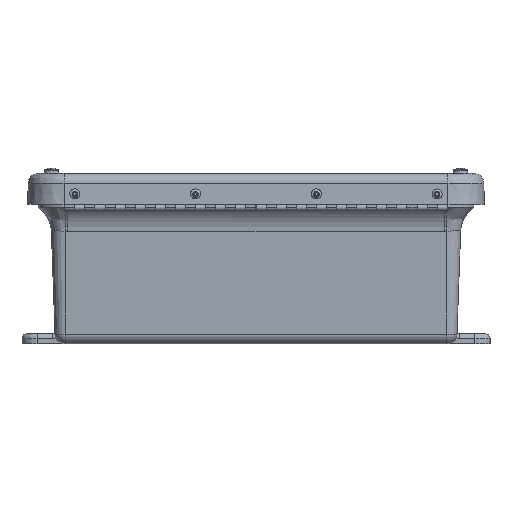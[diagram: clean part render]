
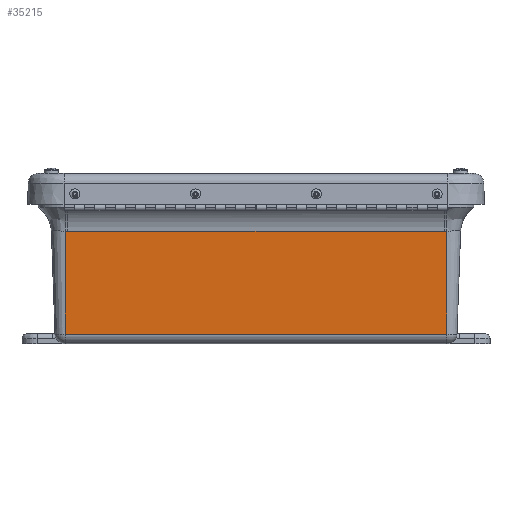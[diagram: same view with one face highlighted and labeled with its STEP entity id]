
A CAD part, left-side view. The second image highlights one B-rep face of the part: STEP entity #35215.
In plain terms, the highlighted planar face has unit normal (-0.999, 0, -0.036).
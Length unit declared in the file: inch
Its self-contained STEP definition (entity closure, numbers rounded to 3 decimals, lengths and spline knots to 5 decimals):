
#164 = LINE ( 'NONE', #10422, #29931 ) ;
#297 = CARTESIAN_POINT ( 'NONE',  ( -4.07584, -4.699, -1.22265 ) ) ;
#614 = VERTEX_POINT ( 'NONE', #12379 ) ;
#1764 = DIRECTION ( 'NONE',  ( -0.999, 0., -0.036 ) ) ;
#2896 = CARTESIAN_POINT ( 'NONE',  ( -4.07584, 4.679, -1.22265 ) ) ;
#3436 = B_SPLINE_CURVE_WITH_KNOTS ( 'NONE', 3,
 ( #12233, #14647, #17511, #14761 ),
 .UNSPECIFIED., .F., .F.,
 ( 4, 4 ),
 ( 0., 1. ),
 .UNSPECIFIED. ) ;
#4243 = CARTESIAN_POINT ( 'NONE',  ( -3.98508, 4.739, -3.77389 ) ) ;
#4710 = ORIENTED_EDGE ( 'NONE', *, *, #30216, .F. ) ;
#4843 = VECTOR ( 'NONE', #24198, 39.37008 ) ;
#4982 = DIRECTION ( 'NONE',  ( 0.036, 0., -0.999 ) ) ;
#5468 = ORIENTED_EDGE ( 'NONE', *, *, #8418, .T. ) ;
#6978 = EDGE_CURVE ( 'NONE', #614, #35690, #14371, .T. ) ;
#8418 = EDGE_CURVE ( 'NONE', #33777, #16089, #164, .T. ) ;
#8959 = LINE ( 'NONE', #23924, #20698 ) ;
#10422 = CARTESIAN_POINT ( 'NONE',  ( -4.11917, -4.739, -0.00448 ) ) ;
#10531 = AXIS2_PLACEMENT_3D ( 'NONE', #24924, #1764, #4982 ) ;
#10532 = ORIENTED_EDGE ( 'NONE', *, *, #19561, .F. ) ;
#11970 = DIRECTION ( 'NONE',  ( 0., 1., 0. ) ) ;
#12130 = VECTOR ( 'NONE', #21087, 39.37008 ) ;
#12233 = CARTESIAN_POINT ( 'NONE',  ( -4.07587, 4.739, -1.22157 ) ) ;
#12379 = CARTESIAN_POINT ( 'NONE',  ( -4.07587, 4.739, -1.22157 ) ) ;
#12642 = CARTESIAN_POINT ( 'NONE',  ( -4.07584, -4.679, -1.22265 ) ) ;
#13621 = ORIENTED_EDGE ( 'NONE', *, *, #20714, .F. ) ;
#14371 = LINE ( 'NONE', #18700, #4843 ) ;
#14647 = CARTESIAN_POINT ( 'NONE',  ( -4.07585, 4.71902, -1.22229 ) ) ;
#14761 = CARTESIAN_POINT ( 'NONE',  ( -4.07584, 4.679, -1.22265 ) ) ;
#14856 = LINE ( 'NONE', #32233, #12130 ) ;
#15735 = VERTEX_POINT ( 'NONE', #2896 ) ;
#16089 = VERTEX_POINT ( 'NONE', #36286 ) ;
#16206 = DIRECTION ( 'NONE',  ( -0.036, 0., 0.999 ) ) ;
#16420 = EDGE_CURVE ( 'NONE', #30414, #15735, #8959, .T. ) ;
#17489 = CARTESIAN_POINT ( 'NONE',  ( -4.07584, -4.679, -1.22265 ) ) ;
#17511 = CARTESIAN_POINT ( 'NONE',  ( -4.07584, 4.69901, -1.22265 ) ) ;
#18139 = EDGE_LOOP ( 'NONE', ( #13621, #5468, #4710, #30905, #10532, #33999 ) ) ;
#18198 = FACE_OUTER_BOUND ( 'NONE', #18139, .T. ) ;
#18700 = CARTESIAN_POINT ( 'NONE',  ( -4.11917, 4.739, -0.00448 ) ) ;
#19561 = EDGE_CURVE ( 'NONE', #614, #15735, #3436, .T. ) ;
#20698 = VECTOR ( 'NONE', #11970, 39.37008 ) ;
#20714 = EDGE_CURVE ( 'NONE', #33777, #35690, #14856, .T. ) ;
#21087 = DIRECTION ( 'NONE',  ( 0., 1., 0. ) ) ;
#21723 = CARTESIAN_POINT ( 'NONE',  ( -3.98508, -4.739, -3.77389 ) ) ;
#22266 = PLANE ( 'NONE',  #10531 ) ;
#23924 = CARTESIAN_POINT ( 'NONE',  ( -4.07584, 4.739, -1.22265 ) ) ;
#24198 = DIRECTION ( 'NONE',  ( 0.036, 0., -0.999 ) ) ;
#24610 = B_SPLINE_CURVE_WITH_KNOTS ( 'NONE', 3,
 ( #17489, #297, #26058, #34507 ),
 .UNSPECIFIED., .F., .F.,
 ( 4, 4 ),
 ( 0., 1. ),
 .UNSPECIFIED. ) ;
#24924 = CARTESIAN_POINT ( 'NONE',  ( -4.11917, 4.739, -0.00448 ) ) ;
#26058 = CARTESIAN_POINT ( 'NONE',  ( -4.07585, -4.719, -1.22229 ) ) ;
#29931 = VECTOR ( 'NONE', #16206, 39.37008 ) ;
#30216 = EDGE_CURVE ( 'NONE', #30414, #16089, #24610, .T. ) ;
#30414 = VERTEX_POINT ( 'NONE', #12642 ) ;
#30905 = ORIENTED_EDGE ( 'NONE', *, *, #16420, .T. ) ;
#32233 = CARTESIAN_POINT ( 'NONE',  ( -3.98508, 0., -3.77389 ) ) ;
#33777 = VERTEX_POINT ( 'NONE', #21723 ) ;
#33999 = ORIENTED_EDGE ( 'NONE', *, *, #6978, .T. ) ;
#34507 = CARTESIAN_POINT ( 'NONE',  ( -4.07587, -4.739, -1.22157 ) ) ;
#35215 = ADVANCED_FACE ( 'NONE', ( #18198 ), #22266, .T. ) ;
#35690 = VERTEX_POINT ( 'NONE', #4243 ) ;
#36286 = CARTESIAN_POINT ( 'NONE',  ( -4.07587, -4.739, -1.22157 ) ) ;
